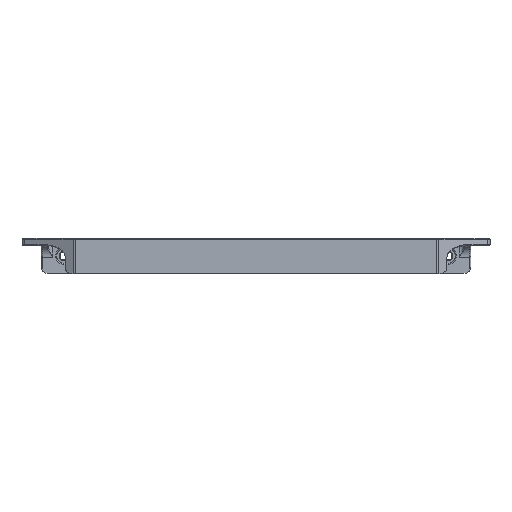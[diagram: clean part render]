
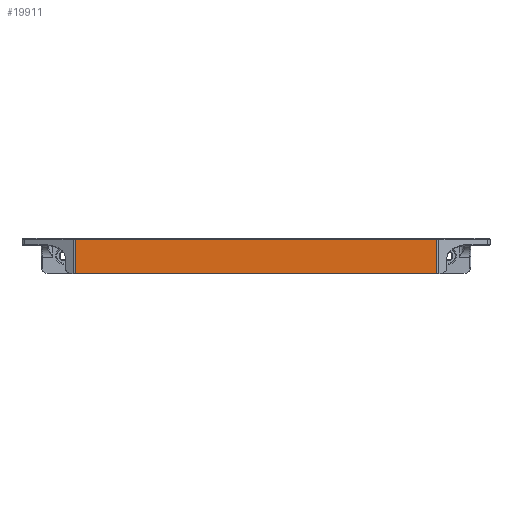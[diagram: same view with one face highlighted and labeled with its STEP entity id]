
A CAD part, front view. The second image highlights one B-rep face of the part: STEP entity #19911.
In plain terms, the highlighted planar face has unit normal (0, -1, 0).
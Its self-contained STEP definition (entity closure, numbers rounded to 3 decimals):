
#1148=PLANE('',#21706);
#2258=FACE_OUTER_BOUND('',#3449,.T.);
#3449=EDGE_LOOP('',(#17433,#17434,#17435,#17436));
#4601=LINE('',#39784,#6399);
#4922=LINE('',#50569,#6720);
#5136=LINE('',#51135,#6934);
#5269=LINE('',#51415,#7067);
#6399=VECTOR('',#24894,1000.);
#6720=VECTOR('',#25971,1000.);
#6934=VECTOR('',#26625,1000.);
#7067=VECTOR('',#27044,1000.);
#9034=VERTEX_POINT('',#39781);
#9035=VERTEX_POINT('',#39783);
#9248=VERTEX_POINT('',#50567);
#9380=VERTEX_POINT('',#51134);
#11155=EDGE_CURVE('',#9035,#9034,#4601,.T.);
#11658=EDGE_CURVE('',#9034,#9248,#4922,.T.);
#11944=EDGE_CURVE('',#9248,#9380,#5136,.T.);
#12080=EDGE_CURVE('',#9380,#9035,#5269,.T.);
#17433=ORIENTED_EDGE('',*,*,#12080,.T.);
#17434=ORIENTED_EDGE('',*,*,#11155,.T.);
#17435=ORIENTED_EDGE('',*,*,#11658,.T.);
#17436=ORIENTED_EDGE('',*,*,#11944,.T.);
#19911=ADVANCED_FACE('',(#2258),#1148,.F.);
#21706=AXIS2_PLACEMENT_3D('',#51414,#27042,#27043);
#24894=DIRECTION('',(0.,0.,1.));
#25971=DIRECTION('',(-1.,0.,0.));
#26625=DIRECTION('',(0.,0.,-1.));
#27042=DIRECTION('center_axis',(0.,1.,0.));
#27043=DIRECTION('ref_axis',(1.,0.,0.));
#27044=DIRECTION('',(1.,0.,0.));
#39781=CARTESIAN_POINT('',(192.166,-37.,14.6));
#39783=CARTESIAN_POINT('',(192.166,-37.,0.));
#39784=CARTESIAN_POINT('',(192.166,-37.,15.));
#50567=CARTESIAN_POINT('',(37.871,-37.,14.6));
#50569=CARTESIAN_POINT('',(37.871,-37.,14.6));
#51134=CARTESIAN_POINT('',(37.871,-37.,0.));
#51135=CARTESIAN_POINT('',(37.871,-37.,15.));
#51414=CARTESIAN_POINT('Origin',(37.335,-37.,15.));
#51415=CARTESIAN_POINT('',(37.335,-37.,0.));
